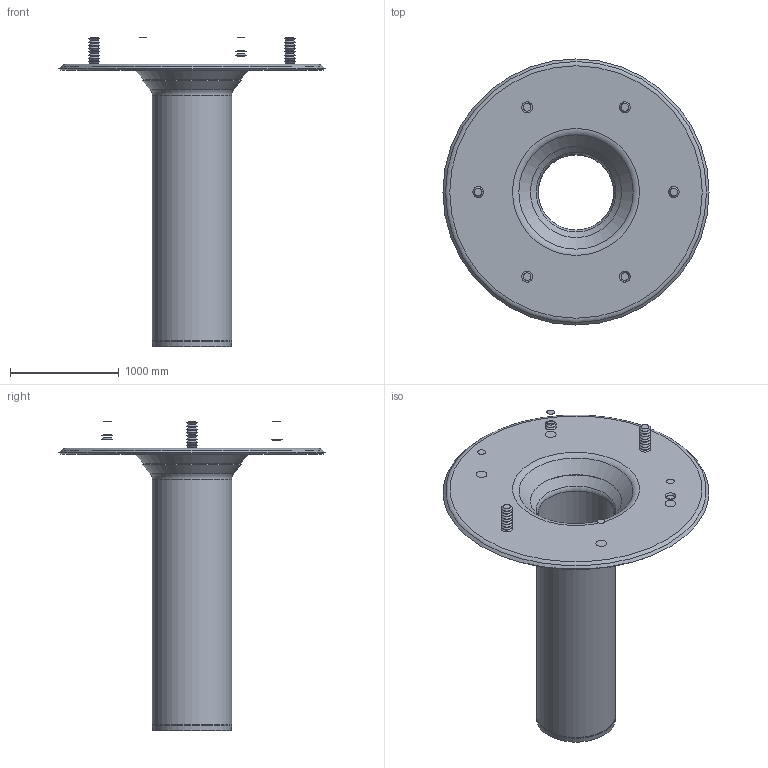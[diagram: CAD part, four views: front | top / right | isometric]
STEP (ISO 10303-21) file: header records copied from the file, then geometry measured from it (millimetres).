
FILE_DESCRIPTION(/* description */ (''),/* implementation_level */ '2;1');
FILE_NAME(/* name */ '21981.070X_3D.stp',/* time_stamp */ '2024-12-12T09:28:46+01:00',/* author */ ('CAD'),/* organization */ (''),/* preprocessor_version */ 'ST-DEVELOPER v20',/* originating_system */ 'AutoCAD Mechanical',/* authorisation */ '');
FILE_SCHEMA (('AUTOMOTIVE_DESIGN { 1 0 10303 214 3 1 1 }'));
Length unit declared in the file: centimetre
Products named in the file (2): Product; *S0
Assembly tree (1 placements, depth 2):
  Product
    *S0
Bounding box: 2450 x 2450 x 2850 mm (x, y, z)
Volume: 180363807.1 mm3; surface area: 20901640.8 mm2
Topology: 8 solids, 8 shells, 138 faces, 261 edges, 138 vertices
Faces by surface type: cone 114, plane 14, torus 8, cylinder 2
Full cylindrical faces by diameter (mm): 700 x1, 730 x1
Entity records: 3429 total; most frequent: DIRECTION 687, CARTESIAN_POINT 540, ORIENTED_EDGE 520, AXIS2_PLACEMENT_3D 285, EDGE_CURVE 260, CIRCLE 144, EDGE_LOOP 140, FACE_OUTER_BOUND 138
